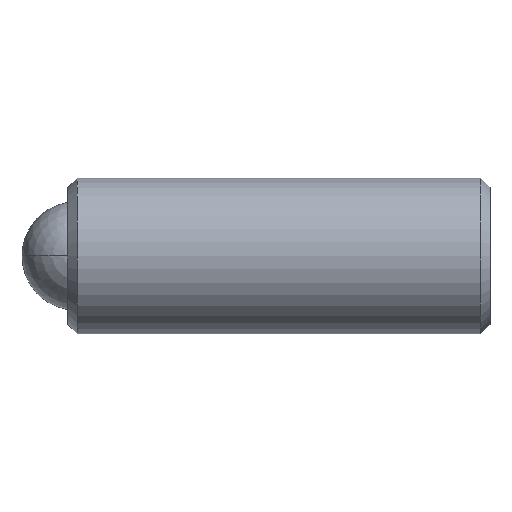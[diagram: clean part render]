
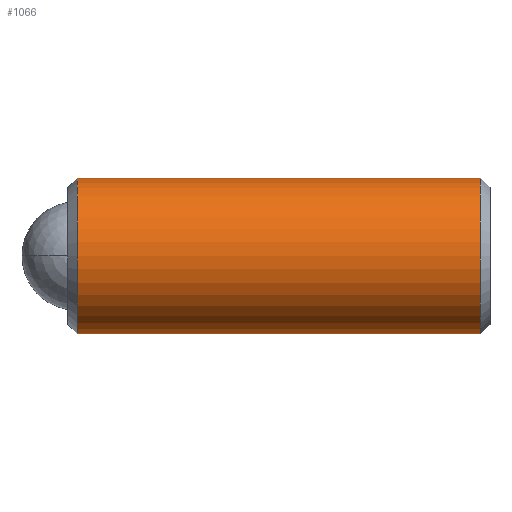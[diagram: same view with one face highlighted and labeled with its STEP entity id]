
A CAD part, top view. The second image highlights one B-rep face of the part: STEP entity #1066.
In plain terms, the highlighted cylindrical face has radius 2 mm (diameter 4 mm), a partial arc.
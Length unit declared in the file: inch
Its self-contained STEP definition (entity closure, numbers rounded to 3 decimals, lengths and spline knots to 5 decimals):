
#75 = AXIS2_PLACEMENT_3D ( 'NONE', #963, #318, #662 ) ;
#131 = VERTEX_POINT ( 'NONE', #1530 ) ;
#213 = VERTEX_POINT ( 'NONE', #2018 ) ;
#318 = DIRECTION ( 'NONE',  ( -1., 0., 0. ) ) ;
#505 = ORIENTED_EDGE ( 'NONE', *, *, #1881, .T. ) ;
#511 = VECTOR ( 'NONE', #572, 39.37008 ) ;
#528 = EDGE_LOOP ( 'NONE', ( #644, #505, #1249, #906 ) ) ;
#572 = DIRECTION ( 'NONE',  ( -1., 0., 0. ) ) ;
#617 = DIRECTION ( 'NONE',  ( -1., 0., 0. ) ) ;
#644 = ORIENTED_EDGE ( 'NONE', *, *, #1203, .T. ) ;
#662 = DIRECTION ( 'NONE',  ( 0., -1., 0. ) ) ;
#876 = FACE_OUTER_BOUND ( 'NONE', #528, .T. ) ;
#898 = VERTEX_POINT ( 'NONE', #1071 ) ;
#905 = VECTOR ( 'NONE', #926, 39.37008 ) ;
#906 = ORIENTED_EDGE ( 'NONE', *, *, #1784, .F. ) ;
#926 = DIRECTION ( 'NONE',  ( -1., 0., 0. ) ) ;
#958 = DIRECTION ( 'NONE',  ( 0., -1., 0. ) ) ;
#963 = CARTESIAN_POINT ( 'NONE',  ( 0.1171, 0.3729, -0.20908 ) ) ;
#999 = CYLINDRICAL_SURFACE ( 'NONE', #2087, 0.07874 ) ;
#1066 = ADVANCED_FACE ( 'NONE', ( #876 ), #999, .T. ) ;
#1071 = CARTESIAN_POINT ( 'NONE',  ( 0.1171, 0.29416, -0.20908 ) ) ;
#1093 = CARTESIAN_POINT ( 'NONE',  ( -0.21331, 0.3729, -0.20908 ) ) ;
#1140 = LINE ( 'NONE', #1908, #905 ) ;
#1173 = CIRCLE ( 'NONE', #75, 0.07874 ) ;
#1198 = LINE ( 'NONE', #2062, #511 ) ;
#1203 = EDGE_CURVE ( 'NONE', #898, #1609, #1173, .T. ) ;
#1238 = DIRECTION ( 'NONE',  ( 1., 0., 0. ) ) ;
#1249 = ORIENTED_EDGE ( 'NONE', *, *, #1799, .T. ) ;
#1385 = DIRECTION ( 'NONE',  ( 0., 1., 0. ) ) ;
#1449 = CARTESIAN_POINT ( 'NONE',  ( 0.1171, 0.45164, -0.20908 ) ) ;
#1459 = AXIS2_PLACEMENT_3D ( 'NONE', #1729, #1238, #1385 ) ;
#1530 = CARTESIAN_POINT ( 'NONE',  ( -0.28934, 0.29416, -0.20908 ) ) ;
#1609 = VERTEX_POINT ( 'NONE', #1449 ) ;
#1729 = CARTESIAN_POINT ( 'NONE',  ( -0.28934, 0.3729, -0.20908 ) ) ;
#1784 = EDGE_CURVE ( 'NONE', #898, #131, #1198, .T. ) ;
#1799 = EDGE_CURVE ( 'NONE', #213, #131, #1952, .T. ) ;
#1881 = EDGE_CURVE ( 'NONE', #1609, #213, #1140, .T. ) ;
#1908 = CARTESIAN_POINT ( 'NONE',  ( -0.21331, 0.45164, -0.20908 ) ) ;
#1952 = CIRCLE ( 'NONE', #1459, 0.07874 ) ;
#2018 = CARTESIAN_POINT ( 'NONE',  ( -0.28934, 0.45164, -0.20908 ) ) ;
#2062 = CARTESIAN_POINT ( 'NONE',  ( -0.21331, 0.29416, -0.20908 ) ) ;
#2087 = AXIS2_PLACEMENT_3D ( 'NONE', #1093, #617, #958 ) ;
